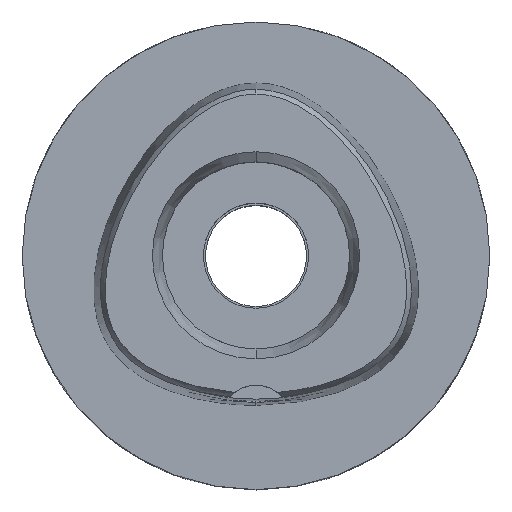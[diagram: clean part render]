
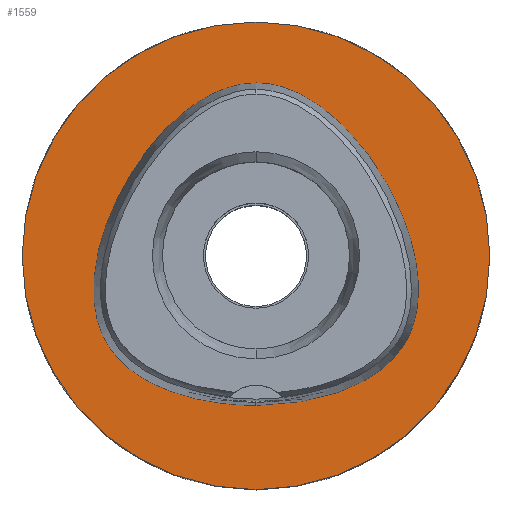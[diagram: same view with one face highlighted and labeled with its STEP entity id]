
A CAD part, top view. The second image highlights one B-rep face of the part: STEP entity #1559.
In plain terms, the highlighted planar face has unit normal (0, 0, 1).
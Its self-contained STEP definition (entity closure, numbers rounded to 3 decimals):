
#56 = CARTESIAN_POINT ( 'NONE',  ( 0., 29.575, 0. ) ) ;
#85 = CARTESIAN_POINT ( 'NONE',  ( -17.753, 19.522, 0. ) ) ;
#226 = ORIENTED_EDGE ( 'NONE', *, *, #4611, .F. ) ;
#252 = CARTESIAN_POINT ( 'NONE',  ( -9.305, 26.792, 0. ) ) ;
#334 = DIRECTION ( 'NONE',  ( 0., 0., -1. ) ) ;
#371 = CARTESIAN_POINT ( 'NONE',  ( 22.339, 12.897, 0. ) ) ;
#558 = CARTESIAN_POINT ( 'NONE',  ( 0., 29.575, 0. ) ) ;
#582 = CARTESIAN_POINT ( 'NONE',  ( -15.298, -22.965, 0. ) ) ;
#748 = EDGE_CURVE ( 'NONE', #2473, #4379, #2540, .T. ) ;
#762 = CARTESIAN_POINT ( 'NONE',  ( 0., 0., 0. ) ) ;
#802 = CARTESIAN_POINT ( 'NONE',  ( 27.684, -8.752, 0. ) ) ;
#853 = CARTESIAN_POINT ( 'NONE',  ( 26.772, 1.9, 0. ) ) ;
#901 = CARTESIAN_POINT ( 'NONE',  ( -25.209, 6.827, 0. ) ) ;
#1156 = CARTESIAN_POINT ( 'NONE',  ( 9.305, 26.792, 0. ) ) ;
#1235 = CARTESIAN_POINT ( 'NONE',  ( 27.855, -5.338, 0. ) ) ;
#1260 = CARTESIAN_POINT ( 'NONE',  ( -26.772, 1.9, 0. ) ) ;
#1311 = FACE_OUTER_BOUND ( 'NONE', #1690, .T. ) ;
#1330 = ORIENTED_EDGE ( 'NONE', *, *, #748, .F. ) ;
#1341 = CARTESIAN_POINT ( 'NONE',  ( -6.692, -25.245, 0. ) ) ;
#1543 = CARTESIAN_POINT ( 'NONE',  ( 25.209, 6.827, 0. ) ) ;
#1559 = ADVANCED_FACE ( 'NONE', ( #1311, #4059 ), #2862, .F. ) ;
#1690 = EDGE_LOOP ( 'NONE', ( #226, #4785 ) ) ;
#1699 = CARTESIAN_POINT ( 'NONE',  ( -27.537, -1.766, 0. ) ) ;
#1747 = DIRECTION ( 'NONE',  ( 0., 0., -1. ) ) ;
#1780 = CARTESIAN_POINT ( 'NONE',  ( 0., -25.575, 0. ) ) ;
#1975 = CARTESIAN_POINT ( 'NONE',  ( 24.775, -16.122, 0. ) ) ;
#2004 = DIRECTION ( 'NONE',  ( 0., 0., -1. ) ) ;
#2033 = EDGE_LOOP ( 'NONE', ( #1330, #2475 ) ) ;
#2078 = CARTESIAN_POINT ( 'NONE',  ( -24.775, -16.122, 0. ) ) ;
#2102 = CARTESIAN_POINT ( 'NONE',  ( -25.638, -14.802, 0. ) ) ;
#2130 = CARTESIAN_POINT ( 'NONE',  ( -27.101, -11.411, 0. ) ) ;
#2134 = CIRCLE ( 'NONE', #3597, 40. ) ;
#2350 = CARTESIAN_POINT ( 'NONE',  ( 27.537, -1.766, 0. ) ) ;
#2391 = DIRECTION ( 'NONE',  ( 0., -1., 0. ) ) ;
#2429 = B_SPLINE_CURVE_WITH_KNOTS ( 'NONE', 3,
 ( #2764, #3544, #2739, #4690, #5043, #4659, #3094, #4349, #1975, #4295, #4322, #3496, #802, #1235, #2350, #853, #1543, #371, #2688, #3447, #1156, #2790, #5020, #3831, #56 ),
 .UNSPECIFIED., .F., .F.,
 ( 4, 1, 1, 1, 1, 1, 1, 1, 1, 1, 1, 1, 1, 1, 1, 1, 1, 1, 1, 1, 1, 1, 4 ),
 ( 0., 0.083, 0.125, 0.167, 0.208, 0.25, 0.292, 0.313, 0.333, 0.354, 0.375, 0.417, 0.458, 0.5, 0.542, 0.583, 0.667, 0.75, 0.833, 0.875, 0.917, 0.958, 1. ),
 .UNSPECIFIED. ) ;
#2430 = CARTESIAN_POINT ( 'NONE',  ( -13.218, 24.044, 0. ) ) ;
#2462 = CARTESIAN_POINT ( 'NONE',  ( -22.339, 12.897, 0. ) ) ;
#2473 = VERTEX_POINT ( 'NONE', #558 ) ;
#2475 = ORIENTED_EDGE ( 'NONE', *, *, #2860, .F. ) ;
#2489 = CARTESIAN_POINT ( 'NONE',  ( -2.677, -25.575, 0. ) ) ;
#2540 = B_SPLINE_CURVE_WITH_KNOTS ( 'NONE', 3,
 ( #3697, #2552, #4106, #3741, #252, #2430, #85, #2462, #901, #1260, #1699, #4096, #3247, #2130, #3197, #2102, #2078, #4789, #3222, #3576, #582, #3687, #1341, #2489, #3608 ),
 .UNSPECIFIED., .F., .F.,
 ( 4, 1, 1, 1, 1, 1, 1, 1, 1, 1, 1, 1, 1, 1, 1, 1, 1, 1, 1, 1, 1, 1, 4 ),
 ( 0., 0.042, 0.083, 0.125, 0.167, 0.25, 0.333, 0.417, 0.458, 0.5, 0.542, 0.583, 0.625, 0.646, 0.667, 0.688, 0.708, 0.75, 0.792, 0.833, 0.875, 0.917, 1. ),
 .UNSPECIFIED. ) ;
#2552 = CARTESIAN_POINT ( 'NONE',  ( -1.05, 29.575, 0. ) ) ;
#2608 = AXIS2_PLACEMENT_3D ( 'NONE', #762, #334, #2391 ) ;
#2661 = VERTEX_POINT ( 'NONE', #4193 ) ;
#2688 = CARTESIAN_POINT ( 'NONE',  ( 17.753, 19.522, 0. ) ) ;
#2739 = CARTESIAN_POINT ( 'NONE',  ( 6.692, -25.245, 0. ) ) ;
#2764 = CARTESIAN_POINT ( 'NONE',  ( 0., -25.575, 0. ) ) ;
#2790 = CARTESIAN_POINT ( 'NONE',  ( 6.262, 28.351, 0. ) ) ;
#2860 = EDGE_CURVE ( 'NONE', #4379, #2473, #2429, .T. ) ;
#2862 = PLANE ( 'NONE',  #3665 ) ;
#3061 = CARTESIAN_POINT ( 'NONE',  ( 0., 40., 0. ) ) ;
#3094 = CARTESIAN_POINT ( 'NONE',  ( 21.421, -19.599, 0. ) ) ;
#3197 = CARTESIAN_POINT ( 'NONE',  ( -26.349, -13.395, 0. ) ) ;
#3222 = CARTESIAN_POINT ( 'NONE',  ( -21.421, -19.599, 0. ) ) ;
#3228 = CARTESIAN_POINT ( 'NONE',  ( 0., 0., 0. ) ) ;
#3247 = CARTESIAN_POINT ( 'NONE',  ( -27.684, -8.752, 0. ) ) ;
#3447 = CARTESIAN_POINT ( 'NONE',  ( 13.218, 24.044, 0. ) ) ;
#3492 = VERTEX_POINT ( 'NONE', #3061 ) ;
#3496 = CARTESIAN_POINT ( 'NONE',  ( 27.101, -11.411, 0. ) ) ;
#3544 = CARTESIAN_POINT ( 'NONE',  ( 2.677, -25.575, 0. ) ) ;
#3576 = CARTESIAN_POINT ( 'NONE',  ( -18.55, -21.454, 0. ) ) ;
#3597 = AXIS2_PLACEMENT_3D ( 'NONE', #3228, #2004, #4768 ) ;
#3608 = CARTESIAN_POINT ( 'NONE',  ( 0., -25.575, 0. ) ) ;
#3665 = AXIS2_PLACEMENT_3D ( 'NONE', #4426, #1747, #4860 ) ;
#3687 = CARTESIAN_POINT ( 'NONE',  ( -11.74, -24.136, 0. ) ) ;
#3697 = CARTESIAN_POINT ( 'NONE',  ( 0., 29.575, 0. ) ) ;
#3741 = CARTESIAN_POINT ( 'NONE',  ( -6.262, 28.351, 0. ) ) ;
#3831 = CARTESIAN_POINT ( 'NONE',  ( 1.05, 29.575, 0. ) ) ;
#3994 = CIRCLE ( 'NONE', #2608, 40. ) ;
#4048 = EDGE_CURVE ( 'NONE', #2661, #3492, #3994, .T. ) ;
#4059 = FACE_BOUND ( 'NONE', #2033, .T. ) ;
#4096 = CARTESIAN_POINT ( 'NONE',  ( -27.855, -5.338, 0. ) ) ;
#4106 = CARTESIAN_POINT ( 'NONE',  ( -3.149, 29.34, 0. ) ) ;
#4193 = CARTESIAN_POINT ( 'NONE',  ( 0., -40., 0. ) ) ;
#4295 = CARTESIAN_POINT ( 'NONE',  ( 25.638, -14.802, 0. ) ) ;
#4322 = CARTESIAN_POINT ( 'NONE',  ( 26.349, -13.395, 0. ) ) ;
#4349 = CARTESIAN_POINT ( 'NONE',  ( 23.433, -17.764, 0. ) ) ;
#4379 = VERTEX_POINT ( 'NONE', #1780 ) ;
#4426 = CARTESIAN_POINT ( 'NONE',  ( 0., 0., 0. ) ) ;
#4611 = EDGE_CURVE ( 'NONE', #3492, #2661, #2134, .T. ) ;
#4659 = CARTESIAN_POINT ( 'NONE',  ( 18.55, -21.454, 0. ) ) ;
#4690 = CARTESIAN_POINT ( 'NONE',  ( 11.74, -24.136, 0. ) ) ;
#4768 = DIRECTION ( 'NONE',  ( 0., 1., 0. ) ) ;
#4785 = ORIENTED_EDGE ( 'NONE', *, *, #4048, .F. ) ;
#4789 = CARTESIAN_POINT ( 'NONE',  ( -23.433, -17.764, 0. ) ) ;
#4860 = DIRECTION ( 'NONE',  ( 0., -1., 0. ) ) ;
#5020 = CARTESIAN_POINT ( 'NONE',  ( 3.149, 29.34, 0. ) ) ;
#5043 = CARTESIAN_POINT ( 'NONE',  ( 15.298, -22.965, 0. ) ) ;
